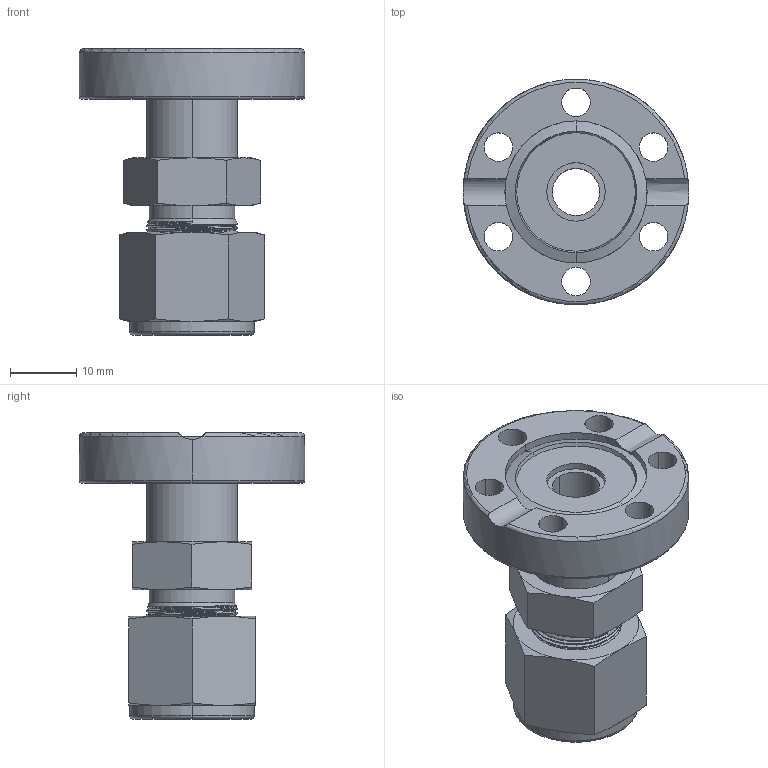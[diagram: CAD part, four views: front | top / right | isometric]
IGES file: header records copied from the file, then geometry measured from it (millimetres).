
Global section: file name: No Iges File Name specified; native system: AutoDesk Inventor R12.0; preprocessor: AutoDesk Inventor Iges Exporter R12.0; date: 20090415.145354; units: millimetre
Bounding box: 34 x 34 x 43.1 mm (x, y, z)
Volume: 11604.5 mm3; surface area: 8286.2 mm2
Topology: 2 solids, 2 shells, 121 faces, 292 edges, 181 vertices
Faces by surface type: cone 33, revolution 30, plane 27, bspline 16, cylinder 9, torus 6
